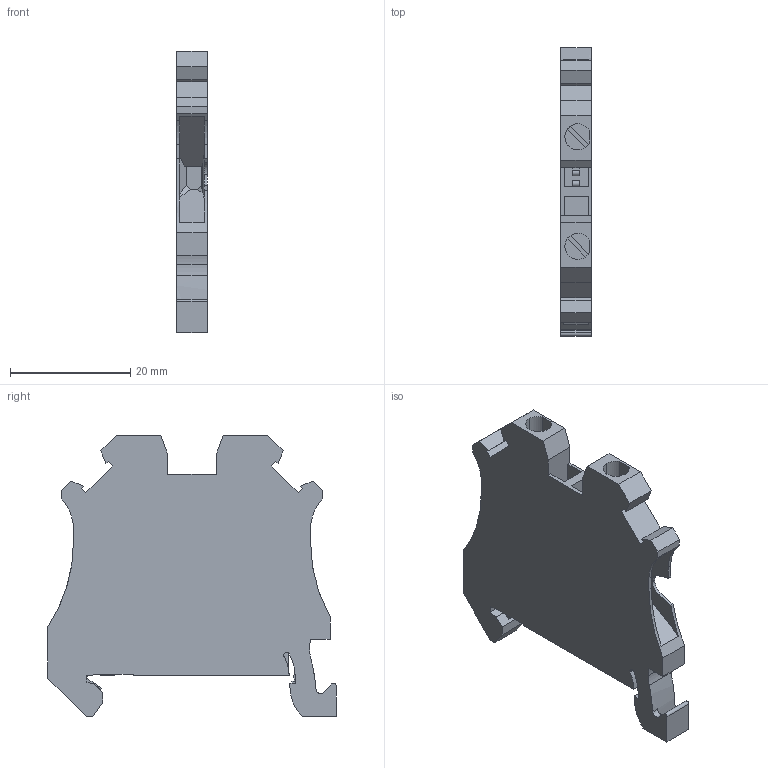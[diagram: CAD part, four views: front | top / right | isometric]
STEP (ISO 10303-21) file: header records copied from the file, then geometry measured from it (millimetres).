
FILE_DESCRIPTION(('STEP AP214'),'1');
FILE_NAME('cctmp_EFA96D6E-B372-4792-AEB1-5BBE3ACCD85B_2023_07_24_09_22_55_0125..stp','2023-07-24T07:22:55',('SIEMENS A&D'),('CADClick - www.CADClick.com'),'Spatial InterOp 3D postprocessed',' ','unknown authorization');
FILE_SCHEMA(('AUTOMOTIVE_DESIGN'));
Length unit declared in the file: millimetre
Products named in the file (1): 2023_07_24_09_22_55_0119
Bounding box: 5.15 x 48 x 46.85 mm (x, y, z)
Volume: 6988.6 mm3; surface area: 5456.9 mm2
Topology: 1 solids, 1 shells, 185 faces, 533 edges, 352 vertices
Faces by surface type: plane 152, cylinder 33
Entity records: 6601 total; most frequent: CARTESIAN_POINT 1071, ORIENTED_EDGE 1066, DIRECTION 990, EDGE_CURVE 533, LINE 448, VECTOR 448, VERTEX_POINT 352, AXIS2_PLACEMENT_3D 271
